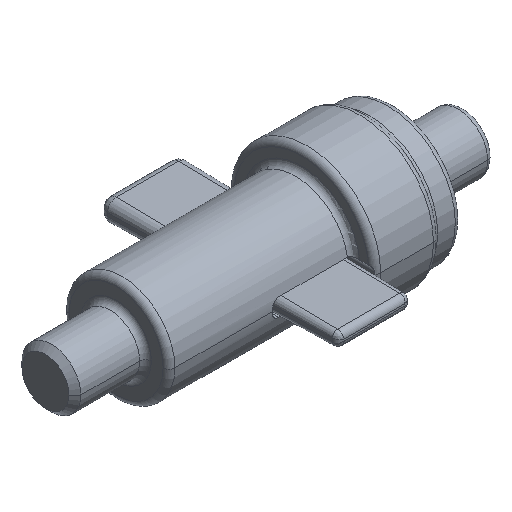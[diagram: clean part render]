
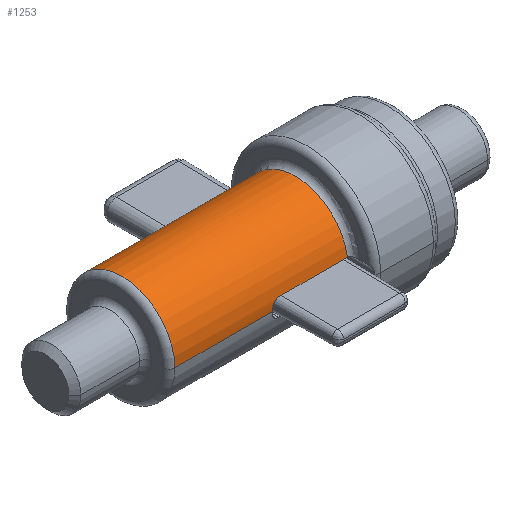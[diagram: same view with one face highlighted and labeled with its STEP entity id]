
A CAD part, isometric view. The second image highlights one B-rep face of the part: STEP entity #1253.
In plain terms, the highlighted cylindrical face has radius 45 mm (diameter 90 mm), a partial arc.
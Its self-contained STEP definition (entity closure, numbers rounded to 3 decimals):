
#418=DIRECTION('',(-1.,0.,0.));
#419=VECTOR('',#418,83.);
#420=CARTESIAN_POINT('',(-35.5,45.,0.));
#421=LINE('',#420,#419);
#427=DIRECTION('',(-1.,0.,0.));
#428=VECTOR('',#427,83.);
#429=CARTESIAN_POINT('',(-35.5,-45.,0.));
#430=LINE('',#429,#428);
#436=CARTESIAN_POINT('',(-35.5,0.,0.));
#437=DIRECTION('',(1.,0.,0.));
#438=DIRECTION('',(0.,1.,0.));
#439=AXIS2_PLACEMENT_3D('',#436,#437,#438);
#441=CARTESIAN_POINT('',(-29.5,44.371,7.5));
#442=CARTESIAN_POINT('',(-29.944,44.371,7.5));
#443=CARTESIAN_POINT('',(-30.816,44.387,7.405));
#444=CARTESIAN_POINT('',(-32.12,44.46,6.957));
#445=CARTESIAN_POINT('',(-33.277,44.57,6.225));
#446=CARTESIAN_POINT('',(-34.212,44.692,5.294));
#447=CARTESIAN_POINT('',(-34.953,44.816,4.13));
#448=CARTESIAN_POINT('',(-35.405,44.918,2.816));
#449=CARTESIAN_POINT('',(-35.5,44.96,1.944));
#450=CARTESIAN_POINT('',(-35.5,44.975,1.5));
#452=DIRECTION('',(1.,0.,0.));
#453=VECTOR('',#452,58.5);
#454=CARTESIAN_POINT('',(-29.5,44.371,7.5));
#455=LINE('',#454,#453);
#456=CARTESIAN_POINT('',(29.,0.,0.));
#457=DIRECTION('',(1.,0.,0.));
#458=DIRECTION('',(0.,0.986,0.167));
#459=AXIS2_PLACEMENT_3D('',#456,#457,#458);
#461=DIRECTION('',(1.,0.,0.));
#462=VECTOR('',#461,58.5);
#463=CARTESIAN_POINT('',(-29.5,-44.371,7.5));
#464=LINE('',#463,#462);
#465=CARTESIAN_POINT('',(-35.5,-44.975,1.5));
#466=CARTESIAN_POINT('',(-35.5,-44.96,1.944));
#467=CARTESIAN_POINT('',(-35.405,-44.918,2.816));
#468=CARTESIAN_POINT('',(-34.953,-44.816,4.13));
#469=CARTESIAN_POINT('',(-34.212,-44.692,5.294));
#470=CARTESIAN_POINT('',(-33.277,-44.57,6.225));
#471=CARTESIAN_POINT('',(-32.12,-44.46,6.957));
#472=CARTESIAN_POINT('',(-30.816,-44.387,7.405));
#473=CARTESIAN_POINT('',(-29.944,-44.371,7.5));
#474=CARTESIAN_POINT('',(-29.5,-44.371,7.5));
#476=CARTESIAN_POINT('',(-35.5,0.,0.));
#477=DIRECTION('',(1.,0.,0.));
#478=DIRECTION('',(0.,-0.999,0.033));
#479=AXIS2_PLACEMENT_3D('',#476,#477,#478);
#481=CARTESIAN_POINT('',(-118.5,0.,0.));
#482=DIRECTION('',(-1.,0.,0.));
#483=DIRECTION('',(0.,-1.,0.));
#484=AXIS2_PLACEMENT_3D('',#481,#482,#483);
#684=CARTESIAN_POINT('',(-118.5,45.,0.));
#685=CARTESIAN_POINT('',(-118.5,-45.,0.));
#686=VERTEX_POINT('',#684);
#687=VERTEX_POINT('',#685);
#728=CARTESIAN_POINT('',(-35.5,45.,0.));
#729=CARTESIAN_POINT('',(-35.5,44.975,1.5));
#730=VERTEX_POINT('',#728);
#731=VERTEX_POINT('',#729);
#732=CARTESIAN_POINT('',(-35.5,-44.975,1.5));
#733=CARTESIAN_POINT('',(-35.5,-45.,0.));
#734=VERTEX_POINT('',#732);
#735=VERTEX_POINT('',#733);
#736=VERTEX_POINT('',#441);
#737=VERTEX_POINT('',#474);
#738=CARTESIAN_POINT('',(29.,44.371,7.5));
#739=VERTEX_POINT('',#738);
#740=CARTESIAN_POINT('',(29.,-44.371,7.5));
#741=VERTEX_POINT('',#740);
#1234=CARTESIAN_POINT('',(-197.125,0.,0.));
#1235=DIRECTION('',(1.,0.,0.));
#1236=DIRECTION('',(0.,-1.,0.));
#1237=AXIS2_PLACEMENT_3D('',#1234,#1235,#1236);
#1238=CYLINDRICAL_SURFACE('',#1237,45.);
#1239=ORIENTED_EDGE('',*,*,#847,.T.);
#1240=ORIENTED_EDGE('',*,*,#885,.F.);
#1241=ORIENTED_EDGE('',*,*,#915,.T.);
#1243=ORIENTED_EDGE('',*,*,#1242,.T.);
#1244=ORIENTED_EDGE('',*,*,#928,.F.);
#1245=ORIENTED_EDGE('',*,*,#898,.F.);
#1246=ORIENTED_EDGE('',*,*,#870,.T.);
#1247=ORIENTED_EDGE('',*,*,#1228,.T.);
#1249=ORIENTED_EDGE('',*,*,#1248,.T.);
#1250=ORIENTED_EDGE('',*,*,#1224,.F.);
#1251=EDGE_LOOP('',(#1239,#1240,#1241,#1243,#1244,#1245,#1246,#1247,#1249,
#1250));
#1252=FACE_OUTER_BOUND('',#1251,.F.);
#1253=ADVANCED_FACE('',(#1252),#1238,.T.);
#440=CIRCLE('',#439,45.);
#451=B_SPLINE_CURVE_WITH_KNOTS('',3,(#441,#442,#443,#444,#445,#446,#447,#448,
#449,#450),.UNSPECIFIED.,.F.,.F.,(4,1,1,1,1,1,1,4),(0.,0.143,
0.286,0.429,0.571,0.714,
0.857,1.),.UNSPECIFIED.);
#460=CIRCLE('',#459,45.);
#475=B_SPLINE_CURVE_WITH_KNOTS('',3,(#465,#466,#467,#468,#469,#470,#471,#472,
#473,#474),.UNSPECIFIED.,.F.,.F.,(4,1,1,1,1,1,1,4),(0.,0.143,
0.286,0.429,0.571,0.714,
0.857,1.),.UNSPECIFIED.);
#480=CIRCLE('',#479,45.);
#485=CIRCLE('',#484,45.);
#847=EDGE_CURVE('',#730,#731,#440,.T.);
#870=EDGE_CURVE('',#734,#735,#480,.T.);
#885=EDGE_CURVE('',#736,#731,#451,.T.);
#898=EDGE_CURVE('',#734,#737,#475,.T.);
#915=EDGE_CURVE('',#736,#739,#455,.T.);
#928=EDGE_CURVE('',#737,#741,#464,.T.);
#1224=EDGE_CURVE('',#730,#686,#421,.T.);
#1228=EDGE_CURVE('',#735,#687,#430,.T.);
#1242=EDGE_CURVE('',#739,#741,#460,.T.);
#1248=EDGE_CURVE('',#687,#686,#485,.T.);
